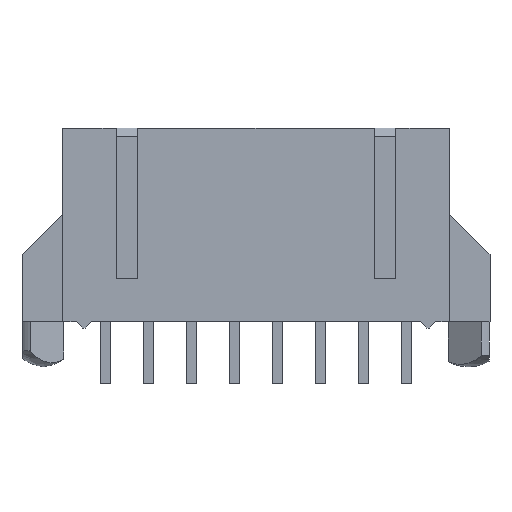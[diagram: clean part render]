
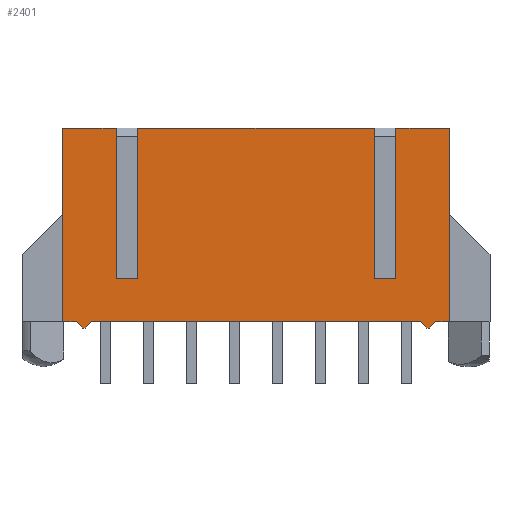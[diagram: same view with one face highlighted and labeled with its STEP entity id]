
A CAD part, front view. The second image highlights one B-rep face of the part: STEP entity #2401.
In plain terms, the highlighted planar face has unit normal (0, -1, 0).
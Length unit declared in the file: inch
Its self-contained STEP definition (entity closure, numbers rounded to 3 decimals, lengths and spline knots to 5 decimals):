
#5=DIRECTION('',(-1.,0.,0.));
#6=VECTOR('',#5,0.125);
#7=CARTESIAN_POINT('',(-0.325,-0.1,0.225));
#8=LINE('',#7,#6);
#37=DIRECTION('',(-1.,0.,0.));
#38=VECTOR('',#37,0.125);
#39=CARTESIAN_POINT('',(0.45,-0.1,0.225));
#40=LINE('',#39,#38);
#53=DIRECTION('',(-1.,0.,0.));
#54=VECTOR('',#53,0.55);
#55=CARTESIAN_POINT('',(0.275,-0.1,0.225));
#56=LINE('',#55,#54);
#97=DIRECTION('',(-0.707,0.,-0.707));
#98=VECTOR('',#97,0.02121);
#99=CARTESIAN_POINT('',(0.4175,-0.1,-0.225));
#100=LINE('',#99,#98);
#101=DIRECTION('',(-1.,0.,0.));
#102=VECTOR('',#101,0.005);
#103=CARTESIAN_POINT('',(0.4025,-0.1,-0.24));
#104=LINE('',#103,#102);
#105=DIRECTION('',(-0.707,0.,0.707));
#106=VECTOR('',#105,0.02121);
#107=CARTESIAN_POINT('',(0.3975,-0.1,-0.24));
#108=LINE('',#107,#106);
#109=DIRECTION('',(-0.707,0.,-0.707));
#110=VECTOR('',#109,0.02121);
#111=CARTESIAN_POINT('',(-0.3825,-0.1,-0.225));
#112=LINE('',#111,#110);
#113=DIRECTION('',(-1.,0.,0.));
#114=VECTOR('',#113,0.005);
#115=CARTESIAN_POINT('',(-0.3975,-0.1,-0.24));
#116=LINE('',#115,#114);
#117=DIRECTION('',(-0.707,0.,0.707));
#118=VECTOR('',#117,0.02121);
#119=CARTESIAN_POINT('',(-0.4025,-0.1,-0.24));
#120=LINE('',#119,#118);
#121=DIRECTION('',(0.,0.,-1.));
#122=VECTOR('',#121,0.35);
#123=CARTESIAN_POINT('',(-0.325,-0.1,0.225));
#124=LINE('',#123,#122);
#125=DIRECTION('',(1.,0.,0.));
#126=VECTOR('',#125,0.05);
#127=CARTESIAN_POINT('',(-0.325,-0.1,-0.125));
#128=LINE('',#127,#126);
#129=DIRECTION('',(0.,0.,-1.));
#130=VECTOR('',#129,0.35);
#131=CARTESIAN_POINT('',(-0.275,-0.1,0.225));
#132=LINE('',#131,#130);
#133=DIRECTION('',(0.,0.,-1.));
#134=VECTOR('',#133,0.35);
#135=CARTESIAN_POINT('',(0.275,-0.1,0.225));
#136=LINE('',#135,#134);
#137=DIRECTION('',(1.,0.,0.));
#138=VECTOR('',#137,0.05);
#139=CARTESIAN_POINT('',(0.275,-0.1,-0.125));
#140=LINE('',#139,#138);
#141=DIRECTION('',(0.,0.,-1.));
#142=VECTOR('',#141,0.35);
#143=CARTESIAN_POINT('',(0.325,-0.1,0.225));
#144=LINE('',#143,#142);
#145=DIRECTION('',(0.,0.,-1.));
#146=VECTOR('',#145,0.45);
#147=CARTESIAN_POINT('',(0.45,-0.1,0.225));
#148=LINE('',#147,#146);
#333=DIRECTION('',(-1.,0.,0.));
#334=VECTOR('',#333,0.765);
#335=CARTESIAN_POINT('',(0.3825,-0.1,-0.225));
#336=LINE('',#335,#334);
#361=DIRECTION('',(-1.,0.,0.));
#362=VECTOR('',#361,0.0325);
#363=CARTESIAN_POINT('',(-0.4175,-0.1,-0.225));
#364=LINE('',#363,#362);
#369=DIRECTION('',(-1.,0.,0.));
#370=VECTOR('',#369,0.0325);
#371=CARTESIAN_POINT('',(0.45,-0.1,-0.225));
#372=LINE('',#371,#370);
#955=DIRECTION('',(0.,0.,-1.));
#956=VECTOR('',#955,0.45);
#957=CARTESIAN_POINT('',(-0.45,-0.1,0.225));
#958=LINE('',#957,#956);
#1685=CARTESIAN_POINT('',(0.45,-0.1,0.225));
#1687=VERTEX_POINT('',#1685);
#1688=CARTESIAN_POINT('',(-0.45,-0.1,0.225));
#1690=VERTEX_POINT('',#1688);
#1700=CARTESIAN_POINT('',(0.45,-0.1,-0.225));
#1701=VERTEX_POINT('',#1700);
#1702=CARTESIAN_POINT('',(-0.45,-0.1,-0.225));
#1703=VERTEX_POINT('',#1702);
#1716=CARTESIAN_POINT('',(-0.3825,-0.1,-0.225));
#1718=VERTEX_POINT('',#1716);
#1720=CARTESIAN_POINT('',(-0.4175,-0.1,-0.225));
#1722=VERTEX_POINT('',#1720);
#1724=CARTESIAN_POINT('',(0.4175,-0.1,-0.225));
#1726=VERTEX_POINT('',#1724);
#1728=CARTESIAN_POINT('',(0.3825,-0.1,-0.225));
#1730=VERTEX_POINT('',#1728);
#1732=CARTESIAN_POINT('',(-0.3975,-0.1,-0.24));
#1733=VERTEX_POINT('',#1732);
#1734=CARTESIAN_POINT('',(-0.4025,-0.1,-0.24));
#1735=VERTEX_POINT('',#1734);
#1736=CARTESIAN_POINT('',(0.4025,-0.1,-0.24));
#1737=VERTEX_POINT('',#1736);
#1738=CARTESIAN_POINT('',(0.3975,-0.1,-0.24));
#1739=VERTEX_POINT('',#1738);
#1810=CARTESIAN_POINT('',(-0.325,-0.1,0.225));
#1812=VERTEX_POINT('',#1810);
#1814=CARTESIAN_POINT('',(-0.275,-0.1,0.225));
#1816=VERTEX_POINT('',#1814);
#1818=CARTESIAN_POINT('',(0.275,-0.1,0.225));
#1820=VERTEX_POINT('',#1818);
#1822=CARTESIAN_POINT('',(0.325,-0.1,0.225));
#1824=VERTEX_POINT('',#1822);
#1826=CARTESIAN_POINT('',(-0.325,-0.1,-0.125));
#1827=CARTESIAN_POINT('',(-0.275,-0.1,-0.125));
#1828=VERTEX_POINT('',#1826);
#1829=VERTEX_POINT('',#1827);
#1830=CARTESIAN_POINT('',(0.275,-0.1,-0.125));
#1831=CARTESIAN_POINT('',(0.325,-0.1,-0.125));
#1832=VERTEX_POINT('',#1830);
#1833=VERTEX_POINT('',#1831);
#2359=CARTESIAN_POINT('',(0.45,-0.1,0.225));
#2360=DIRECTION('',(0.,-1.,0.));
#2361=DIRECTION('',(-1.,0.,0.));
#2362=AXIS2_PLACEMENT_3D('',#2359,#2360,#2361);
#2363=PLANE('',#2362);
#2365=ORIENTED_EDGE('',*,*,#2364,.T.);
#2367=ORIENTED_EDGE('',*,*,#2366,.T.);
#2369=ORIENTED_EDGE('',*,*,#2368,.T.);
#2371=ORIENTED_EDGE('',*,*,#2370,.T.);
#2373=ORIENTED_EDGE('',*,*,#2372,.T.);
#2375=ORIENTED_EDGE('',*,*,#2374,.T.);
#2377=ORIENTED_EDGE('',*,*,#2376,.T.);
#2379=ORIENTED_EDGE('',*,*,#2378,.T.);
#2381=ORIENTED_EDGE('',*,*,#2380,.T.);
#2383=ORIENTED_EDGE('',*,*,#2382,.F.);
#2384=ORIENTED_EDGE('',*,*,#2225,.F.);
#2385=ORIENTED_EDGE('',*,*,#2294,.T.);
#2387=ORIENTED_EDGE('',*,*,#2386,.T.);
#2388=ORIENTED_EDGE('',*,*,#2349,.F.);
#2389=ORIENTED_EDGE('',*,*,#2277,.F.);
#2391=ORIENTED_EDGE('',*,*,#2390,.T.);
#2393=ORIENTED_EDGE('',*,*,#2392,.T.);
#2395=ORIENTED_EDGE('',*,*,#2394,.F.);
#2396=ORIENTED_EDGE('',*,*,#2241,.F.);
#2398=ORIENTED_EDGE('',*,*,#2397,.T.);
#2399=EDGE_LOOP('',(#2365,#2367,#2369,#2371,#2373,#2375,#2377,#2379,#2381,#2383,
#2384,#2385,#2387,#2388,#2389,#2391,#2393,#2395,#2396,#2398));
#2400=FACE_OUTER_BOUND('',#2399,.F.);
#2401=ADVANCED_FACE('',(#2400),#2363,.T.);
#2225=EDGE_CURVE('',#1812,#1690,#8,.T.);
#2241=EDGE_CURVE('',#1687,#1824,#40,.T.);
#2277=EDGE_CURVE('',#1820,#1816,#56,.T.);
#2294=EDGE_CURVE('',#1812,#1828,#124,.T.);
#2349=EDGE_CURVE('',#1816,#1829,#132,.T.);
#2364=EDGE_CURVE('',#1701,#1726,#372,.T.);
#2366=EDGE_CURVE('',#1726,#1737,#100,.T.);
#2368=EDGE_CURVE('',#1737,#1739,#104,.T.);
#2370=EDGE_CURVE('',#1739,#1730,#108,.T.);
#2372=EDGE_CURVE('',#1730,#1718,#336,.T.);
#2374=EDGE_CURVE('',#1718,#1733,#112,.T.);
#2376=EDGE_CURVE('',#1733,#1735,#116,.T.);
#2378=EDGE_CURVE('',#1735,#1722,#120,.T.);
#2380=EDGE_CURVE('',#1722,#1703,#364,.T.);
#2382=EDGE_CURVE('',#1690,#1703,#958,.T.);
#2386=EDGE_CURVE('',#1828,#1829,#128,.T.);
#2390=EDGE_CURVE('',#1820,#1832,#136,.T.);
#2392=EDGE_CURVE('',#1832,#1833,#140,.T.);
#2394=EDGE_CURVE('',#1824,#1833,#144,.T.);
#2397=EDGE_CURVE('',#1687,#1701,#148,.T.);
